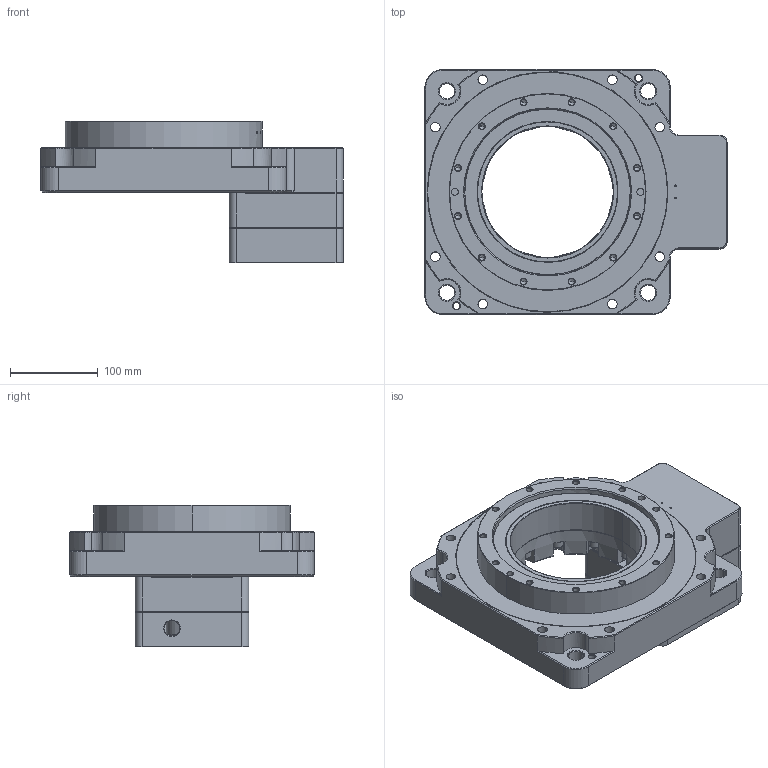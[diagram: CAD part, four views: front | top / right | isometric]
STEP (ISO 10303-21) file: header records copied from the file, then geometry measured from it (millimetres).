
FILE_DESCRIPTION(/* description */ (''),/* implementation_level */ '2;1');
FILE_NAME(/* name */ 'DTN280-10(18)-22-110-145-M8.stp',/* time_stamp */ '2021-02-27T16:36:58+08:00',/* author */ (''),/* organization */ (''),/* preprocessor_version */ 'ST-DEVELOPER v16',/* originating_system */ 'SIEMENS PLM Software NX 10.0',/* authorisation */ '');
FILE_SCHEMA (('AUTOMOTIVE_DESIGN { 1 0 10303 214 3 1 1 1 }'));
Products named in the file (1): DTN280-10_18_-22-110-145-M8_stp
Bounding box: 345 x 280 x 161.5 mm (x, y, z)
Surface area: 426999 mm2 (no closed solid volume)
Topology: 0 solids, 456 shells, 1531 faces, 4950 edges, 3869 vertices
Faces by surface type: plane 661, cylinder 467, cone 377, torus 24, sphere 2
Entity records: 72240 total; most frequent: CARTESIAN_POINT 16076, DIRECTION 8543, ORIENTED_EDGE 7553, EDGE_CURVE 4868, VERTEX_POINT 3869, AXIS2_PLACEMENT_3D 3385, PRESENTATION_STYLE_ASSIGNMENT 1987, SURFACE_STYLE_USAGE 1987
